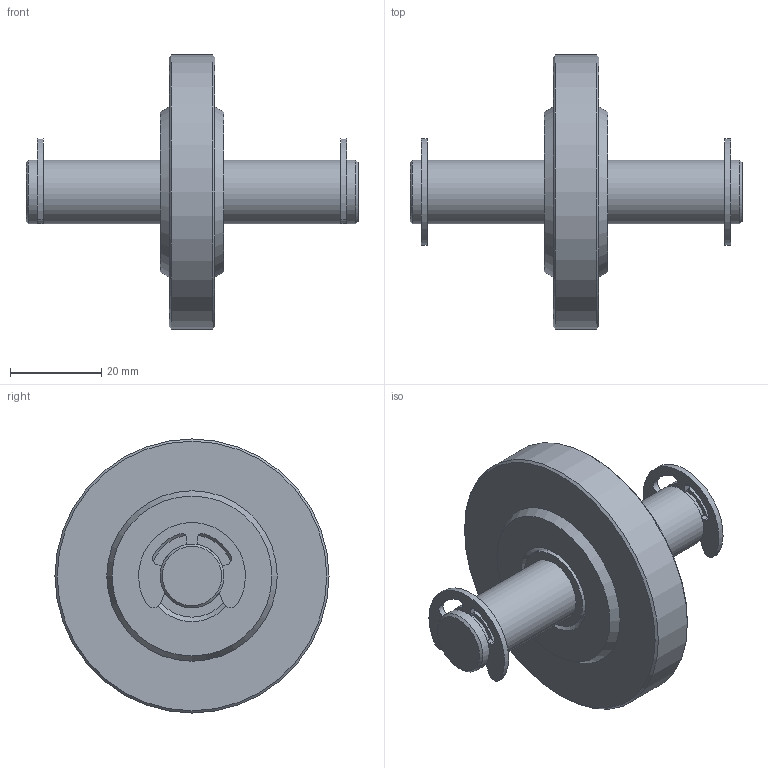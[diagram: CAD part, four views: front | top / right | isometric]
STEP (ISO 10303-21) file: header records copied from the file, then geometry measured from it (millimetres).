
FILE_DESCRIPTION(/* description */ (''),/* implementation_level */ '2;1');
FILE_NAME(/* name */ '1050GA.stp',/* time_stamp */ '2019-08-14T12:10:54+02:00',/* author */ ('Marc'),/* organization */ (''),/* preprocessor_version */ 'ST-DEVELOPER v17.2',/* originating_system */ 'Autodesk Inventor 2019',/* authorisation */ '');
FILE_SCHEMA (('AUTOMOTIVE_DESIGN { 1 0 10303 214 3 1 1 }'));
Length unit declared in the file: millimetre
Products named in the file (5): 1050GA; 17104; 18901; 09004; DIN 6799 - 12
Assembly tree (5 placements, depth 2):
  1050GA
    17104
    18901
    09004
    DIN 6799 - 12  x2
Bounding box: 72.7 x 60 x 60 mm (x, y, z)
Volume: 41628.1 mm3; surface area: 14068.3 mm2
Topology: 5 solids, 5 shells, 73 faces, 181 edges, 124 vertices
Faces by surface type: cylinder 37, plane 28, cone 8
Full cylindrical faces by diameter (mm): 12.2 x2, 14 x4, 18 x2, 60 x1
Entity records: 1751 total; most frequent: DIRECTION 315, CARTESIAN_POINT 266, ORIENTED_EDGE 242, AXIS2_PLACEMENT_3D 133, EDGE_CURVE 121, VERTEX_POINT 84, CIRCLE 72, EDGE_LOOP 61
